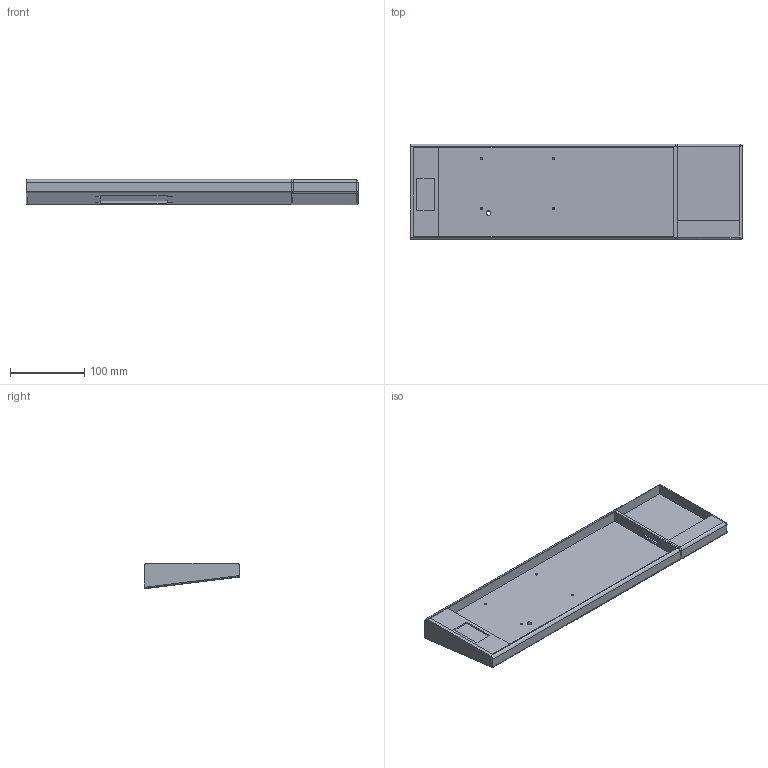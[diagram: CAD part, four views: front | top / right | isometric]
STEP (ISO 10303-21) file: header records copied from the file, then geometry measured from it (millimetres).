
FILE_DESCRIPTION(/* description */ ('STEP AP242 Edition 2','CAx-IF Rec.Pracs.---Representation and Presentation of Product Manufacturing Information (PMI)---4.0---2014-10-13','CAx-IF Rec.Pracs.---3D Tessellated Geometry---0.4---2014-09-14','2;1','CAx-IF Rec.Pracs.---User Defined Attributes---1.5---2016-08-15'),/* implementation_level */ '2;1');
FILE_NAME(/* name */ '6967bab7759478f560808796',/* time_stamp */ '2026-01-14T15:48:08Z',/* author */ (''),/* organization */ (''),/* preprocessor_version */ 'ST-DEVELOPER v20',/* originating_system */ 'ONSHAPE BY PTC INC, 1.209',/* authorisation */ ' ');
FILE_SCHEMA (('AP242_MANAGED_MODEL_BASED_3D_ENGINEERING_MIM_LF { 1 0 10303 442 3 1 4 }'));
Length unit declared in the file: metre
Products named in the file (4): Assembly 1; Part 2; Part 1
Assembly tree (3 placements, depth 2):
  Assembly 1
    Part 2
    Part 1
    Part 1
Bounding box: 447 x 129 x 34.03 mm (x, y, z)
Volume: 719286.1 mm3; surface area: 179237.5 mm2
Topology: 3 solids, 3 shells, 122 faces, 333 edges, 218 vertices
Faces by surface type: plane 83, cylinder 35, bspline 2, sphere 2
Full cylindrical faces by diameter (mm): 2 x4, 3 x4, 6.292 x1
Entity records: 3908 total; most frequent: CARTESIAN_POINT 701, DIRECTION 634, ORIENTED_EDGE 632, EDGE_CURVE 316, LINE 242, VECTOR 242, VERTEX_POINT 213, AXIS2_PLACEMENT_3D 196
